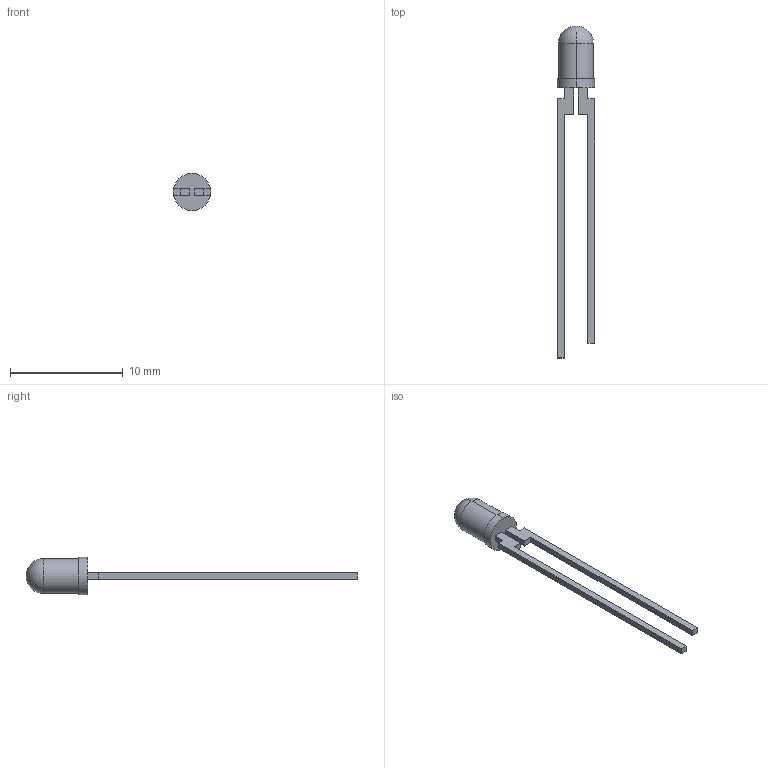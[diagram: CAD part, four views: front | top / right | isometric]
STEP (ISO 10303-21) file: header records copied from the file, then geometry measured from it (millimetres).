
FILE_DESCRIPTION (( 'STEP AP214' ), '1' );
FILE_NAME ('4302F_Series.STEP', '2018-07-25T23:34:56', ( 'user' ), ( 'Microsoft' ), 'SwSTEP 2.0', 'SolidWorks 2018', '' );
FILE_SCHEMA (( 'AUTOMOTIVE_DESIGN' ));
Length unit declared in the file: inch
Products named in the file (1): 4302F_Series
Bounding box: 3.3 x 29.49 x 3.3 mm (x, y, z)
Volume: 55.3 mm3; surface area: 178.3 mm2
Topology: 1 solids, 1 shells, 26 faces, 66 edges, 43 vertices
Faces by surface type: plane 20, cylinder 4, sphere 2
Entity records: 944 total; most frequent: CARTESIAN_POINT 130, DIRECTION 126, ORIENTED_EDGE 124, EDGE_CURVE 62, VECTOR 52, LINE 52, VERTEX_POINT 41, AXIS2_PLACEMENT_3D 37
